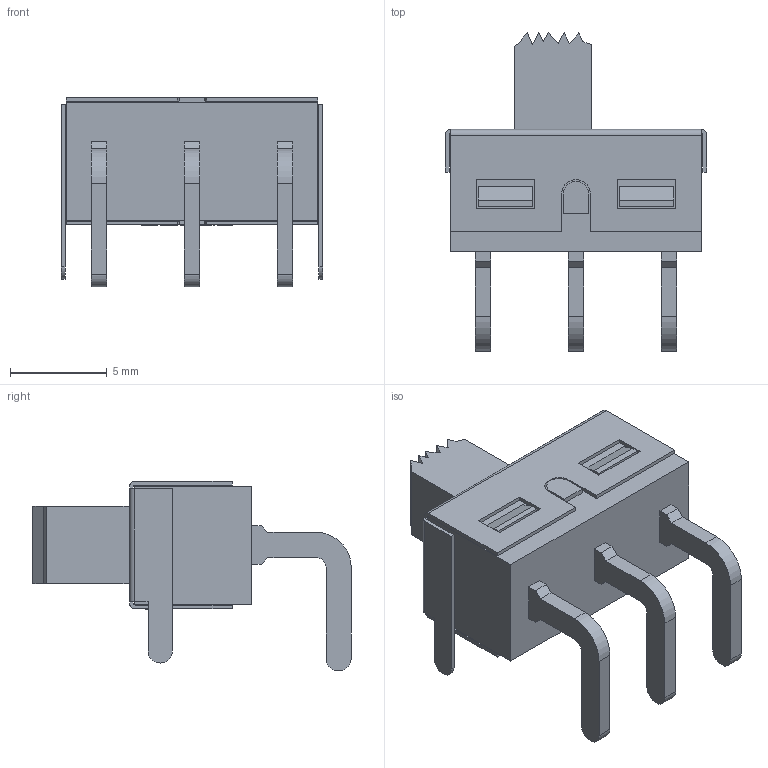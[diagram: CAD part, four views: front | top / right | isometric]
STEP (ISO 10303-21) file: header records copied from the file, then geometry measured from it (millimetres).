
FILE_DESCRIPTION((''),'2;1');
FILE_NAME('23','2021-09-03T21:09:12',('Administrator'),(''),'CREO PARAMETRIC BY PTC INC, 2016510','CREO PARAMETRIC BY PTC INC, 2016510','');
FILE_SCHEMA(('CONFIG_CONTROL_DESIGN','GEOMETRIC_VALIDATION_PROPERTIES_MIM'));
Length unit declared in the file: millimetre
Products named in the file (1): 23
Bounding box: 13.5 x 16.45 x 9.8 mm (x, y, z)
Volume: 634.7 mm3; surface area: 1040.7 mm2
Topology: 2 solids, 2 shells, 258 faces, 704 edges, 468 vertices
Faces by surface type: plane 237, cylinder 21
Entity records: 9957 total; most frequent: CARTESIAN_POINT 1432, ORIENTED_EDGE 1408, DIRECTION 1262, EDGE_CURVE 704, VECTOR 662, LINE 662, VERTEX_POINT 468, AXIS2_PLACEMENT_3D 300
